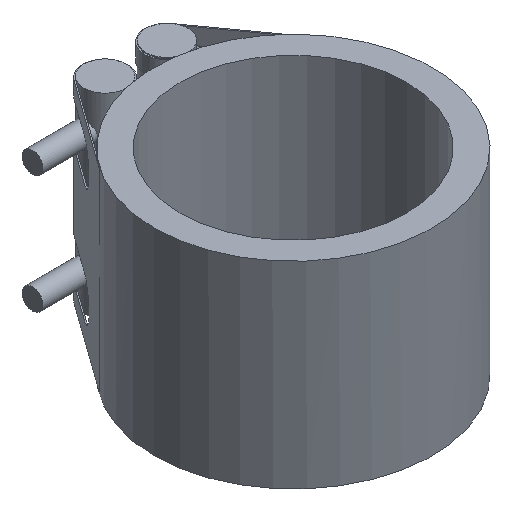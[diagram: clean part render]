
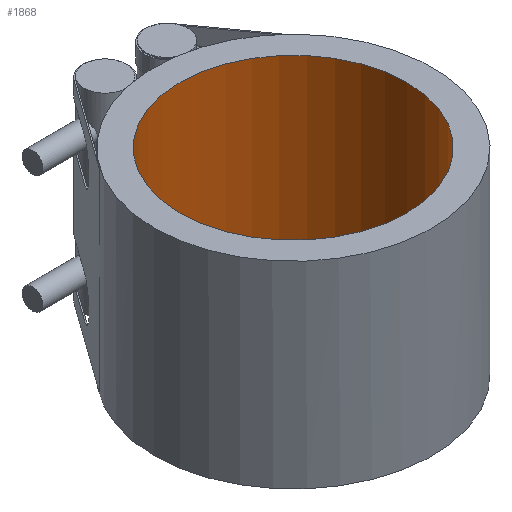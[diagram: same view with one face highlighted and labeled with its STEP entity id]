
A CAD part, isometric view. The second image highlights one B-rep face of the part: STEP entity #1868.
In plain terms, the highlighted cylindrical face has radius 54 mm (diameter 108 mm), a full revolution.
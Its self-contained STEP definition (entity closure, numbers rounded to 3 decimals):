
#138=FACE_OUTER_BOUND('',#244,.T.);
#244=EDGE_LOOP('',(#1531,#1532,#1533,#1534));
#387=CIRCLE('',#2052,54.);
#388=CIRCLE('',#2053,54.);
#510=LINE('',#3340,#670);
#670=VECTOR('',#2463,54.);
#881=VERTEX_POINT('',#3337);
#882=VERTEX_POINT('',#3339);
#1118=EDGE_CURVE('',#881,#881,#387,.T.);
#1119=EDGE_CURVE('',#881,#882,#510,.T.);
#1120=EDGE_CURVE('',#882,#882,#388,.T.);
#1531=ORIENTED_EDGE('',*,*,#1118,.F.);
#1532=ORIENTED_EDGE('',*,*,#1119,.T.);
#1533=ORIENTED_EDGE('',*,*,#1120,.F.);
#1534=ORIENTED_EDGE('',*,*,#1119,.F.);
#1807=CYLINDRICAL_SURFACE('',#2051,54.);
#1868=ADVANCED_FACE('',(#138),#1807,.F.);
#2051=AXIS2_PLACEMENT_3D('',#3336,#2459,#2460);
#2052=AXIS2_PLACEMENT_3D('',#3338,#2461,#2462);
#2053=AXIS2_PLACEMENT_3D('',#3341,#2464,#2465);
#2459=DIRECTION('center_axis',(0.,0.,1.));
#2460=DIRECTION('ref_axis',(-1.,0.,0.));
#2461=DIRECTION('center_axis',(0.,0.,1.));
#2462=DIRECTION('ref_axis',(-1.,0.,0.));
#2463=DIRECTION('',(0.,0.,1.));
#2464=DIRECTION('center_axis',(0.,0.,-1.));
#2465=DIRECTION('ref_axis',(-1.,0.,0.));
#3336=CARTESIAN_POINT('Origin',(0.,0.,0.));
#3337=CARTESIAN_POINT('',(54.,0.,-47.));
#3338=CARTESIAN_POINT('Origin',(0.,0.,-47.));
#3339=CARTESIAN_POINT('',(54.,0.,47.));
#3340=CARTESIAN_POINT('',(54.,0.,0.));
#3341=CARTESIAN_POINT('Origin',(0.,0.,47.));
